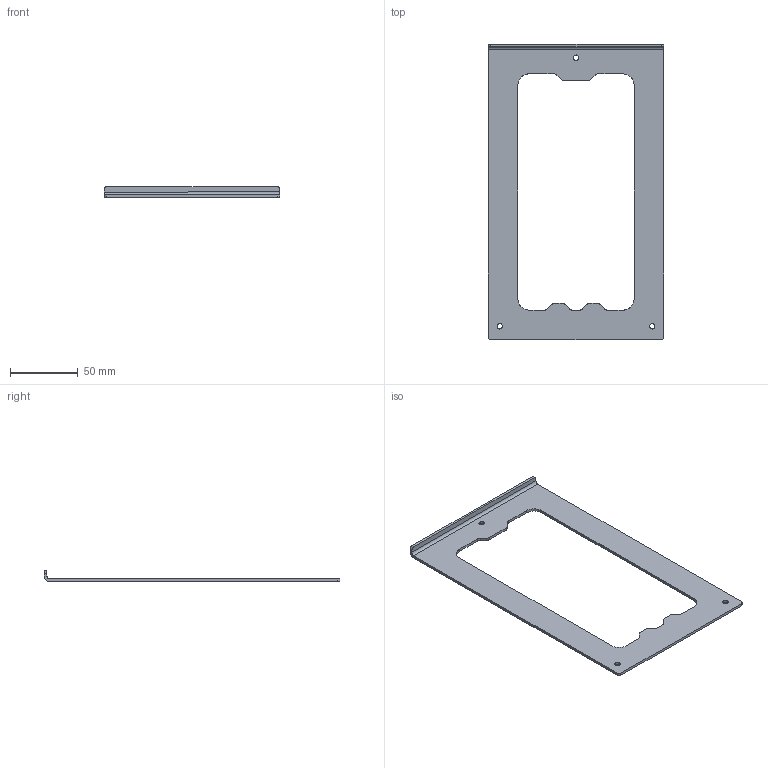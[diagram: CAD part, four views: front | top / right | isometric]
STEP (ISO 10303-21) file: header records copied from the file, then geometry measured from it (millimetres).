
FILE_DESCRIPTION(('FreeCAD Model'),'2;1');
FILE_NAME('Apoyo cama_003 01.stp','2016-01-27T22:40:50',('FreeCAD'),('FreeCAD'), 'Open CASCADE STEP processor 6.8','FreeCAD','Unknown');
FILE_SCHEMA(('AUTOMOTIVE_DESIGN_CC2 { 1 2 10303 214 -1 1 5 4 }'));
Length unit declared in the file: millimetre
Products named in the file (1): Open CASCADE STEP translator 6.8 104
Bounding box: 130 x 219 x 8 mm (x, y, z)
Volume: 28602.4 mm3; surface area: 31124.1 mm2
Topology: 1 solids, 1 shells, 52 faces, 162 edges, 112 vertices
Faces by surface type: bspline 28, plane 24
Entity records: 6596 total; most frequent: CARTESIAN_POINT 4553, B_SPLINE_CURVE_WITH_KNOTS 350, ORIENTED_EDGE 324, PCURVE 324, DEFINITIONAL_REPRESENTATION 324, EDGE_CURVE 162, SURFACE_CURVE 162, VERTEX_POINT 112
